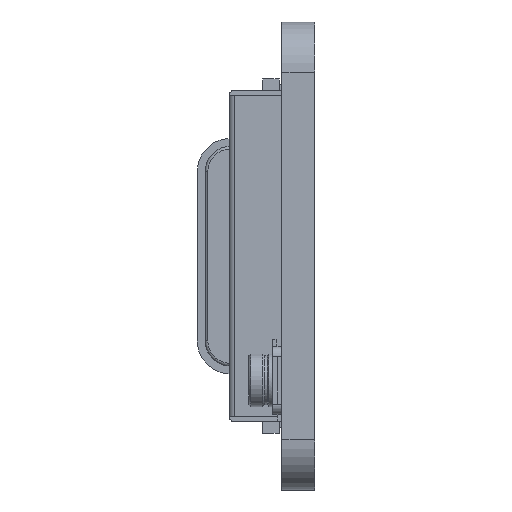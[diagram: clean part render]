
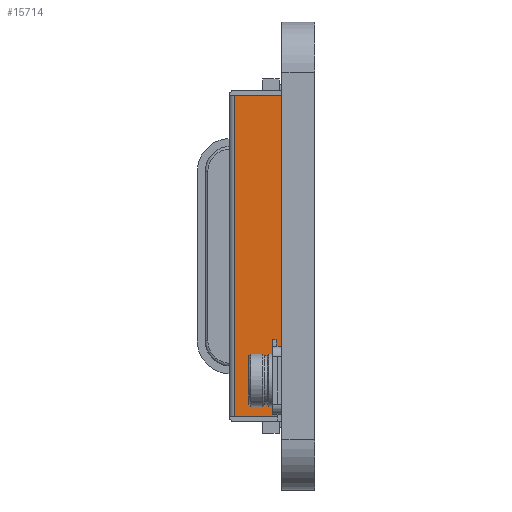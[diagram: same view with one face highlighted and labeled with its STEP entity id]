
A CAD part, left-side view. The second image highlights one B-rep face of the part: STEP entity #15714.
In plain terms, the highlighted planar face has unit normal (-1, 0, 0).
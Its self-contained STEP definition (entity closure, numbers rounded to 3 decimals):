
#1416=FACE_OUTER_BOUND('',#2289,.T.);
#2289=EDGE_LOOP('',(#11943,#11944,#11945,#11946));
#3610=LINE('',#24834,#5363);
#3612=LINE('',#24839,#5365);
#3613=LINE('',#24840,#5366);
#3614=LINE('',#24841,#5367);
#5363=VECTOR('',#20026,10.);
#5365=VECTOR('',#20030,10.);
#5366=VECTOR('',#20031,10.);
#5367=VECTOR('',#20032,10.);
#6978=VERTEX_POINT('',#24831);
#6979=VERTEX_POINT('',#24833);
#6980=VERTEX_POINT('',#24837);
#6981=VERTEX_POINT('',#24838);
#8764=EDGE_CURVE('',#6978,#6979,#3610,.T.);
#8766=EDGE_CURVE('',#6980,#6981,#3612,.T.);
#8767=EDGE_CURVE('',#6980,#6979,#3613,.F.);
#8768=EDGE_CURVE('',#6978,#6981,#3614,.F.);
#11943=ORIENTED_EDGE('',*,*,#8766,.F.);
#11944=ORIENTED_EDGE('',*,*,#8767,.T.);
#11945=ORIENTED_EDGE('',*,*,#8764,.F.);
#11946=ORIENTED_EDGE('',*,*,#8768,.T.);
#14665=PLANE('',#17189);
#15714=ADVANCED_FACE('',(#1416),#14665,.T.);
#17189=AXIS2_PLACEMENT_3D('',#24836,#20028,#20029);
#20026=DIRECTION('',(0.,0.,-1.));
#20028=DIRECTION('center_axis',(-1.,0.,0.));
#20029=DIRECTION('ref_axis',(0.,0.,1.));
#20030=DIRECTION('',(0.,0.,1.));
#20031=DIRECTION('',(0.,1.,0.));
#20032=DIRECTION('',(0.,-1.,0.));
#24831=CARTESIAN_POINT('',(-5.028,1.,-0.011));
#24833=CARTESIAN_POINT('',(-5.028,1.,-12.211));
#24834=CARTESIAN_POINT('',(-5.028,1.,-9.223));
#24836=CARTESIAN_POINT('Origin',(-5.028,1.,-12.334));
#24837=CARTESIAN_POINT('',(-5.028,2.8,-12.211));
#24838=CARTESIAN_POINT('',(-5.028,2.8,-0.011));
#24839=CARTESIAN_POINT('',(-5.028,2.8,-9.223));
#24840=CARTESIAN_POINT('',(-5.028,1.,-12.211));
#24841=CARTESIAN_POINT('',(-5.028,1.,-0.011));
